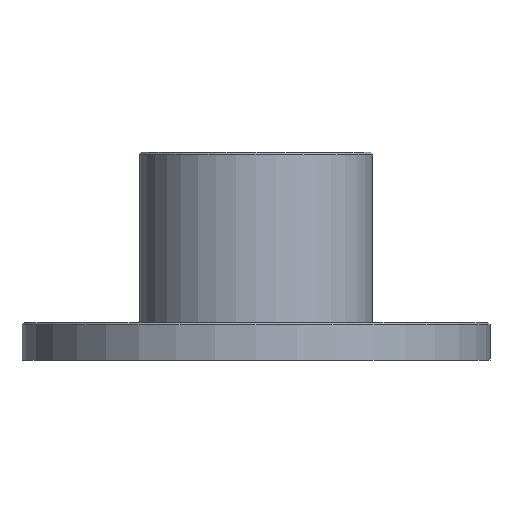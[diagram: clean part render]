
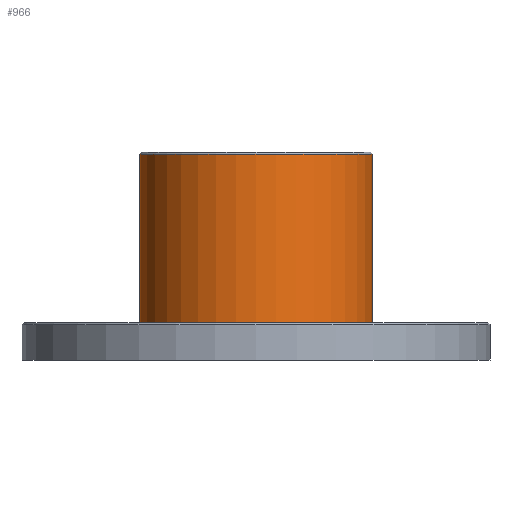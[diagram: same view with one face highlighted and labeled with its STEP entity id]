
A CAD part, front view. The second image highlights one B-rep face of the part: STEP entity #966.
In plain terms, the highlighted cylindrical face has radius 14.224 mm (diameter 28.448 mm), a partial arc.
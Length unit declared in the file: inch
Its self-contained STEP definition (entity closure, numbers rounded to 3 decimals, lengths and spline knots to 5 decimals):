
#26 = DIRECTION ( 'NONE',  ( 0., 0., -1. ) ) ;
#39 = CARTESIAN_POINT ( 'NONE',  ( -0.56, 0., 0.18 ) ) ;
#54 = ORIENTED_EDGE ( 'NONE', *, *, #1052, .F. ) ;
#79 = CARTESIAN_POINT ( 'NONE',  ( 0., 0., 1. ) ) ;
#102 = EDGE_CURVE ( 'NONE', #724, #1058, #614, .T. ) ;
#150 = VECTOR ( 'NONE', #26, 39.37008 ) ;
#151 = CARTESIAN_POINT ( 'NONE',  ( 0., 0., 0.99 ) ) ;
#192 = CARTESIAN_POINT ( 'NONE',  ( 0.56, 0., 0.99 ) ) ;
#194 = FACE_OUTER_BOUND ( 'NONE', #731, .T. ) ;
#221 = EDGE_CURVE ( 'NONE', #752, #1101, #715, .T. ) ;
#223 = DIRECTION ( 'NONE',  ( 1., 0., 0. ) ) ;
#226 = DIRECTION ( 'NONE',  ( -1., 0., 0. ) ) ;
#243 = ORIENTED_EDGE ( 'NONE', *, *, #102, .T. ) ;
#308 = VECTOR ( 'NONE', #787, 39.37008 ) ;
#345 = CARTESIAN_POINT ( 'NONE',  ( -0.56, 0., 1. ) ) ;
#383 = CYLINDRICAL_SURFACE ( 'NONE', #531, 0.56 ) ;
#465 = DIRECTION ( 'NONE',  ( 0., 0., 1. ) ) ;
#498 = ORIENTED_EDGE ( 'NONE', *, *, #1071, .T. ) ;
#513 = CARTESIAN_POINT ( 'NONE',  ( 0.56, 0., 1. ) ) ;
#531 = AXIS2_PLACEMENT_3D ( 'NONE', #79, #746, #226 ) ;
#610 = ORIENTED_EDGE ( 'NONE', *, *, #221, .T. ) ;
#614 = CIRCLE ( 'NONE', #844, 0.56 ) ;
#690 = CARTESIAN_POINT ( 'NONE',  ( 0.56, 0., 0.18 ) ) ;
#715 = CIRCLE ( 'NONE', #754, 0.56 ) ;
#724 = VERTEX_POINT ( 'NONE', #39 ) ;
#731 = EDGE_LOOP ( 'NONE', ( #54, #610, #498, #243 ) ) ;
#744 = DIRECTION ( 'NONE',  ( 0., 0., -1. ) ) ;
#746 = DIRECTION ( 'NONE',  ( 0., 0., -1. ) ) ;
#752 = VERTEX_POINT ( 'NONE', #192 ) ;
#754 = AXIS2_PLACEMENT_3D ( 'NONE', #151, #744, #223 ) ;
#776 = LINE ( 'NONE', #345, #308 ) ;
#787 = DIRECTION ( 'NONE',  ( 0., 0., -1. ) ) ;
#795 = CARTESIAN_POINT ( 'NONE',  ( -0.56, 0., 0.99 ) ) ;
#808 = LINE ( 'NONE', #513, #150 ) ;
#844 = AXIS2_PLACEMENT_3D ( 'NONE', #1007, #465, #1091 ) ;
#966 = ADVANCED_FACE ( 'NONE', ( #194 ), #383, .T. ) ;
#1007 = CARTESIAN_POINT ( 'NONE',  ( 0., 0., 0.18 ) ) ;
#1052 = EDGE_CURVE ( 'NONE', #752, #1058, #808, .T. ) ;
#1058 = VERTEX_POINT ( 'NONE', #690 ) ;
#1071 = EDGE_CURVE ( 'NONE', #1101, #724, #776, .T. ) ;
#1091 = DIRECTION ( 'NONE',  ( 1., 0., 0. ) ) ;
#1101 = VERTEX_POINT ( 'NONE', #795 ) ;
